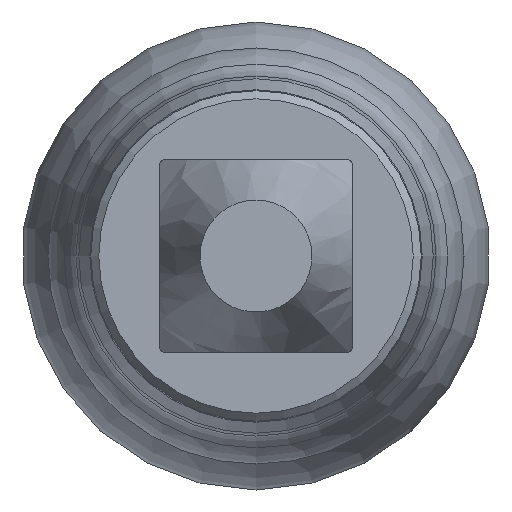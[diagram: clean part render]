
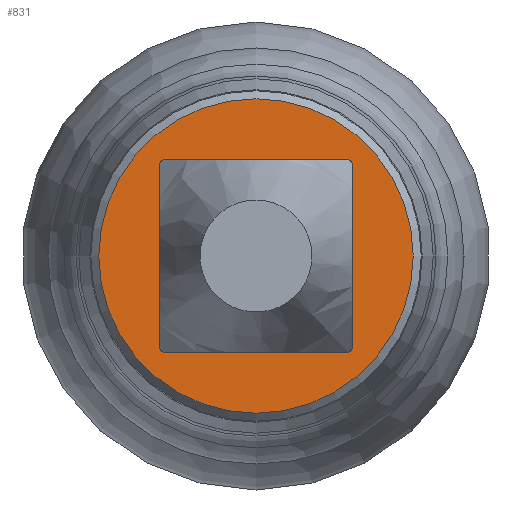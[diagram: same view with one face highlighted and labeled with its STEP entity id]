
A CAD part, left-side view. The second image highlights one B-rep face of the part: STEP entity #831.
In plain terms, the highlighted planar face has unit normal (-1, 0, 0).
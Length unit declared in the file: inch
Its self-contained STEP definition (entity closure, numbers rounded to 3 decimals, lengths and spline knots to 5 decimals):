
#16 = ORIENTED_EDGE ( 'NONE', *, *, #970, .F. ) ;
#22 = CIRCLE ( 'NONE', #725, 0.0005 ) ;
#78 = CARTESIAN_POINT ( 'NONE',  ( 0., 0.018, 0.01203 ) ) ;
#84 = LINE ( 'NONE', #808, #743 ) ;
#88 = DIRECTION ( 'NONE',  ( -1., 0., 0. ) ) ;
#90 = CARTESIAN_POINT ( 'NONE',  ( 0., -0.01203, 0.01153 ) ) ;
#103 = VERTEX_POINT ( 'NONE', #963 ) ;
#125 = ORIENTED_EDGE ( 'NONE', *, *, #1077, .F. ) ;
#135 = VERTEX_POINT ( 'NONE', #149 ) ;
#149 = CARTESIAN_POINT ( 'NONE',  ( 0., 0.01203, -0.01153 ) ) ;
#157 = AXIS2_PLACEMENT_3D ( 'NONE', #910, #88, #1132 ) ;
#165 = DIRECTION ( 'NONE',  ( 0., 0., -1. ) ) ;
#166 = DIRECTION ( 'NONE',  ( 0., 1., 0. ) ) ;
#168 = EDGE_CURVE ( 'NONE', #867, #943, #1169, .T. ) ;
#176 = CARTESIAN_POINT ( 'NONE',  ( 0., 0.01153, 0.01203 ) ) ;
#180 = CIRCLE ( 'NONE', #157, 0.01965 ) ;
#184 = LINE ( 'NONE', #78, #843 ) ;
#205 = ORIENTED_EDGE ( 'NONE', *, *, #1120, .F. ) ;
#283 = DIRECTION ( 'NONE',  ( -1., 0., 0. ) ) ;
#356 = EDGE_CURVE ( 'NONE', #765, #135, #993, .T. ) ;
#399 = DIRECTION ( 'NONE',  ( 0., 0., -1. ) ) ;
#403 = VERTEX_POINT ( 'NONE', #90 ) ;
#421 = DIRECTION ( 'NONE',  ( -1., 0., 0. ) ) ;
#444 = CARTESIAN_POINT ( 'NONE',  ( 0., -0.01153, -0.01153 ) ) ;
#462 = AXIS2_PLACEMENT_3D ( 'NONE', #1025, #999, #165 ) ;
#556 = AXIS2_PLACEMENT_3D ( 'NONE', #1139, #1039, #399 ) ;
#573 = DIRECTION ( 'NONE',  ( 0., 0., -1. ) ) ;
#592 = VERTEX_POINT ( 'NONE', #1172 ) ;
#594 = CIRCLE ( 'NONE', #462, 0.0005 ) ;
#599 = ORIENTED_EDGE ( 'NONE', *, *, #602, .F. ) ;
#602 = EDGE_CURVE ( 'NONE', #740, #765, #1071, .T. ) ;
#639 = CARTESIAN_POINT ( 'NONE',  ( 0., 0.01203, 0.01153 ) ) ;
#655 = EDGE_LOOP ( 'NONE', ( #205, #749, #599, #1163, #845, #125, #16, #863 ) ) ;
#671 = CARTESIAN_POINT ( 'NONE',  ( 0., 0.01153, -0.01153 ) ) ;
#725 = AXIS2_PLACEMENT_3D ( 'NONE', #671, #958, #573 ) ;
#735 = DIRECTION ( 'NONE',  ( 0., 0., -1. ) ) ;
#740 = VERTEX_POINT ( 'NONE', #176 ) ;
#743 = VECTOR ( 'NONE', #1219, 39.37008 ) ;
#745 = EDGE_LOOP ( 'NONE', ( #1171 ) ) ;
#749 = ORIENTED_EDGE ( 'NONE', *, *, #356, .F. ) ;
#753 = DIRECTION ( 'NONE',  ( 0., -1., 0. ) ) ;
#754 = EDGE_CURVE ( 'NONE', #1217, #1217, #180, .T. ) ;
#765 = VERTEX_POINT ( 'NONE', #639 ) ;
#775 = EDGE_CURVE ( 'NONE', #403, #103, #594, .T. ) ;
#778 = DIRECTION ( 'NONE',  ( 0., 0., -1. ) ) ;
#801 = CARTESIAN_POINT ( 'NONE',  ( 0., 0., 0.01965 ) ) ;
#808 = CARTESIAN_POINT ( 'NONE',  ( 0., -0.01203, 0. ) ) ;
#825 = FACE_BOUND ( 'NONE', #655, .T. ) ;
#831 = ADVANCED_FACE ( 'NONE', ( #1223, #825 ), #1212, .F. ) ;
#836 = VECTOR ( 'NONE', #735, 39.37008 ) ;
#843 = VECTOR ( 'NONE', #166, 39.37008 ) ;
#845 = ORIENTED_EDGE ( 'NONE', *, *, #775, .F. ) ;
#863 = ORIENTED_EDGE ( 'NONE', *, *, #168, .F. ) ;
#867 = VERTEX_POINT ( 'NONE', #1072 ) ;
#892 = AXIS2_PLACEMENT_3D ( 'NONE', #444, #283, #1213 ) ;
#903 = AXIS2_PLACEMENT_3D ( 'NONE', #1178, #421, #778 ) ;
#910 = CARTESIAN_POINT ( 'NONE',  ( 0., 0., 0. ) ) ;
#930 = EDGE_CURVE ( 'NONE', #103, #740, #184, .T. ) ;
#943 = VERTEX_POINT ( 'NONE', #1015 ) ;
#958 = DIRECTION ( 'NONE',  ( -1., 0., 0. ) ) ;
#963 = CARTESIAN_POINT ( 'NONE',  ( 0., -0.01153, 0.01203 ) ) ;
#970 = EDGE_CURVE ( 'NONE', #943, #592, #1017, .T. ) ;
#993 = LINE ( 'NONE', #1029, #836 ) ;
#999 = DIRECTION ( 'NONE',  ( -1., 0., 0. ) ) ;
#1015 = CARTESIAN_POINT ( 'NONE',  ( 0., -0.01153, -0.01203 ) ) ;
#1017 = CIRCLE ( 'NONE', #892, 0.0005 ) ;
#1025 = CARTESIAN_POINT ( 'NONE',  ( 0., -0.01153, 0.01153 ) ) ;
#1029 = CARTESIAN_POINT ( 'NONE',  ( 0., 0.01203, 0. ) ) ;
#1039 = DIRECTION ( 'NONE',  ( 1., 0., 0. ) ) ;
#1045 = VECTOR ( 'NONE', #753, 39.37008 ) ;
#1057 = CARTESIAN_POINT ( 'NONE',  ( 0., 0.018, -0.01203 ) ) ;
#1071 = CIRCLE ( 'NONE', #903, 0.0005 ) ;
#1072 = CARTESIAN_POINT ( 'NONE',  ( 0., 0.01153, -0.01203 ) ) ;
#1077 = EDGE_CURVE ( 'NONE', #592, #403, #84, .T. ) ;
#1120 = EDGE_CURVE ( 'NONE', #135, #867, #22, .T. ) ;
#1132 = DIRECTION ( 'NONE',  ( 0., 0., 1. ) ) ;
#1139 = CARTESIAN_POINT ( 'NONE',  ( 0., 0.018, 0. ) ) ;
#1163 = ORIENTED_EDGE ( 'NONE', *, *, #930, .F. ) ;
#1169 = LINE ( 'NONE', #1057, #1045 ) ;
#1171 = ORIENTED_EDGE ( 'NONE', *, *, #754, .T. ) ;
#1172 = CARTESIAN_POINT ( 'NONE',  ( 0., -0.01203, -0.01153 ) ) ;
#1178 = CARTESIAN_POINT ( 'NONE',  ( 0., 0.01153, 0.01153 ) ) ;
#1212 = PLANE ( 'NONE',  #556 ) ;
#1213 = DIRECTION ( 'NONE',  ( 0., 0., -1. ) ) ;
#1217 = VERTEX_POINT ( 'NONE', #801 ) ;
#1219 = DIRECTION ( 'NONE',  ( 0., 0., 1. ) ) ;
#1223 = FACE_OUTER_BOUND ( 'NONE', #745, .T. ) ;
